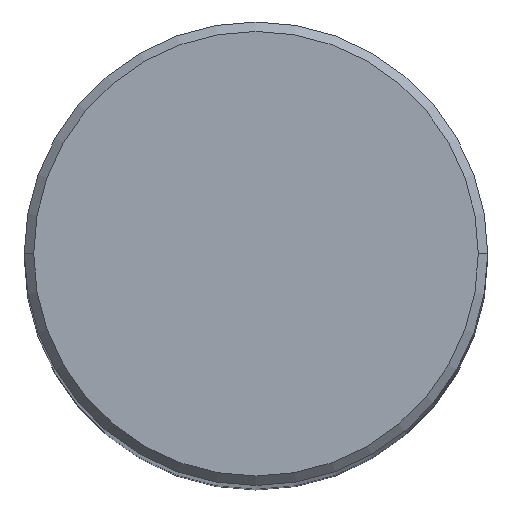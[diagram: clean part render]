
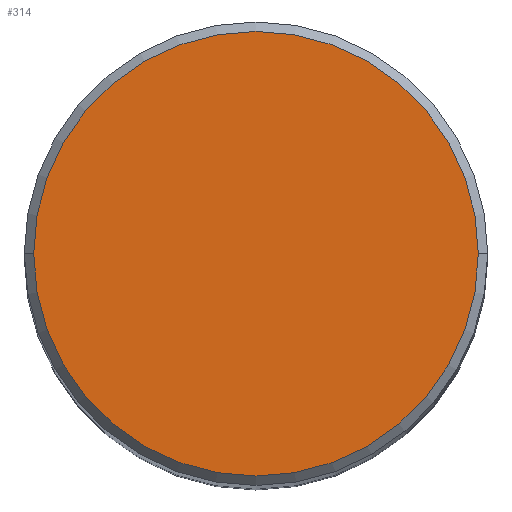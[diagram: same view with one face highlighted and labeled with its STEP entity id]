
A CAD part, top view. The second image highlights one B-rep face of the part: STEP entity #314.
In plain terms, the highlighted planar face has unit normal (0, 0, 1).
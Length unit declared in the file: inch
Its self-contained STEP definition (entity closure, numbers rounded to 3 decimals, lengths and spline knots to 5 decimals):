
#15 = AXIS2_PLACEMENT_3D ( 'NONE', #325, #224, #270 ) ;
#23 = CIRCLE ( 'NONE', #291, 0.47215 ) ;
#41 = CARTESIAN_POINT ( 'NONE',  ( -0.47215, 0., 0. ) ) ;
#63 = AXIS2_PLACEMENT_3D ( 'NONE', #197, #344, #279 ) ;
#101 = FACE_OUTER_BOUND ( 'NONE', #293, .T. ) ;
#103 = CARTESIAN_POINT ( 'NONE',  ( 0.47215, 0., 0. ) ) ;
#108 = EDGE_CURVE ( 'NONE', #214, #186, #23, .T. ) ;
#112 = CARTESIAN_POINT ( 'NONE',  ( 0., 0., 0. ) ) ;
#135 = EDGE_CURVE ( 'NONE', #186, #214, #169, .T. ) ;
#169 = CIRCLE ( 'NONE', #15, 0.47215 ) ;
#186 = VERTEX_POINT ( 'NONE', #103 ) ;
#196 = PLANE ( 'NONE',  #63 ) ;
#197 = CARTESIAN_POINT ( 'NONE',  ( 0., 0.47215, 0. ) ) ;
#214 = VERTEX_POINT ( 'NONE', #41 ) ;
#224 = DIRECTION ( 'NONE',  ( 0., 0., 1. ) ) ;
#230 = ORIENTED_EDGE ( 'NONE', *, *, #108, .T. ) ;
#234 = ORIENTED_EDGE ( 'NONE', *, *, #135, .T. ) ;
#270 = DIRECTION ( 'NONE',  ( 1., 0., 0. ) ) ;
#275 = DIRECTION ( 'NONE',  ( 0., 0., 1. ) ) ;
#279 = DIRECTION ( 'NONE',  ( -1., 0., 0. ) ) ;
#285 = DIRECTION ( 'NONE',  ( 1., 0., 0. ) ) ;
#291 = AXIS2_PLACEMENT_3D ( 'NONE', #112, #275, #285 ) ;
#293 = EDGE_LOOP ( 'NONE', ( #230, #234 ) ) ;
#314 = ADVANCED_FACE ( 'NONE', ( #101 ), #196, .F. ) ;
#325 = CARTESIAN_POINT ( 'NONE',  ( 0., 0., 0. ) ) ;
#344 = DIRECTION ( 'NONE',  ( 0., 0., -1. ) ) ;
